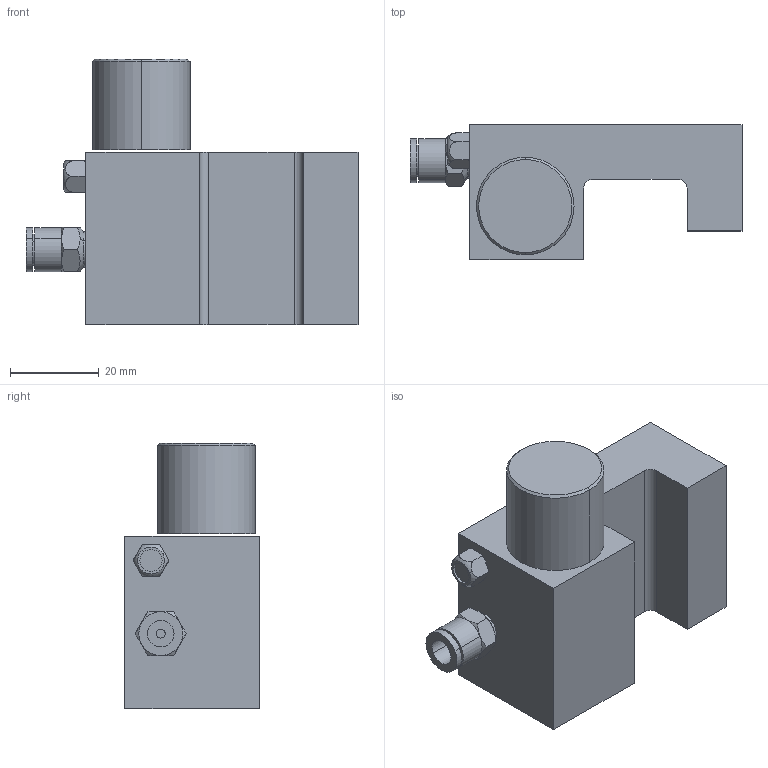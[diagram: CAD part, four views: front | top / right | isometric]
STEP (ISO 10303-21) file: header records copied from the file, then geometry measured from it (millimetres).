
FILE_DESCRIPTION (( 'STEP AP214' ), '1' );
FILE_NAME ('CPSD25S(³£±ÕÐÍ).STEP', '2017-02-07T08:33:00', ( 'Sky123.Org' ), ( 'Sky123.Org' ), 'SwSTEP 2.0', 'SolidWorks 2012', '' );
FILE_SCHEMA (( 'AUTOMOTIVE_DESIGN' ));
Length unit declared in the file: millimetre
Products named in the file (1): CPSD25S(都敕倰)
Bounding box: 74.9 x 30.5 x 60 mm (x, y, z)
Volume: 61713.3 mm3; surface area: 14979 mm2
Topology: 5 solids, 5 shells, 96 faces, 218 edges, 140 vertices
Faces by surface type: plane 44, cylinder 34, cone 14, torus 4
Entity records: 4130 total; most frequent: CARTESIAN_POINT 811, DIRECTION 466, ORIENTED_EDGE 436, EDGE_CURVE 218, AXIS2_PLACEMENT_3D 183, VERTEX_POINT 140, EDGE_LOOP 110, UNCERTAINTY_MEASURE_WITH_UNIT 103
